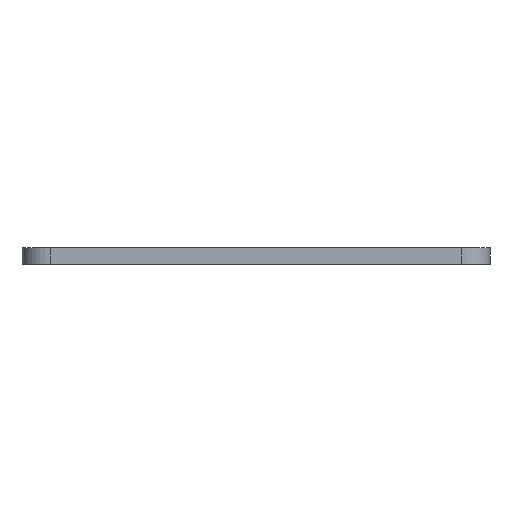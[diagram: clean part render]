
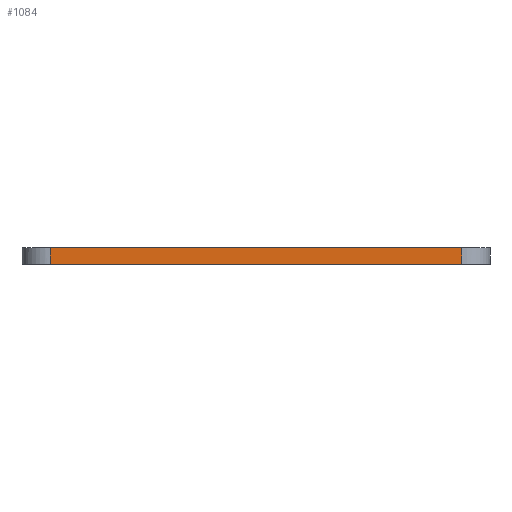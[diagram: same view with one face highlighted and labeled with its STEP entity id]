
A CAD part, left-side view. The second image highlights one B-rep face of the part: STEP entity #1084.
In plain terms, the highlighted planar face has unit normal (-1, 0, 0).
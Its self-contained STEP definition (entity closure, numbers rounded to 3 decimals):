
#1076=AXIS2_PLACEMENT_3D('Plane Axis2P3D',#1073,#1074,#1075) ;
#103=CARTESIAN_POINT('Vertex',(0.,10.,0.)) ;
#106=CARTESIAN_POINT('Line Origine',(0.,83.5,0.)) ;
#110=CARTESIAN_POINT('Vertex',(0.,157.,0.)) ;
#652=CARTESIAN_POINT('Vertex',(0.,157.,6.)) ;
#655=CARTESIAN_POINT('Line Origine',(0.,83.5,6.)) ;
#659=CARTESIAN_POINT('Vertex',(0.,10.,6.)) ;
#959=CARTESIAN_POINT('Line Origine',(0.,10.,3.)) ;
#1061=CARTESIAN_POINT('Line Origine',(0.,157.,3.)) ;
#1073=CARTESIAN_POINT('Axis2P3D Location',(0.,167.,6.)) ;
#107=DIRECTION('Vector Direction',(0.,1.,0.)) ;
#656=DIRECTION('Vector Direction',(0.,1.,0.)) ;
#960=DIRECTION('Vector Direction',(0.,0.,1.)) ;
#1062=DIRECTION('Vector Direction',(0.,0.,1.)) ;
#1074=DIRECTION('Axis2P3D Direction',(1.,0.,0.)) ;
#1075=DIRECTION('Axis2P3D XDirection',(0.,-1.,0.)) ;
#108=VECTOR('Line Direction',#107,1.) ;
#657=VECTOR('Line Direction',#656,1.) ;
#961=VECTOR('Line Direction',#960,1.) ;
#1063=VECTOR('Line Direction',#1062,1.) ;
#1079=ORIENTED_EDGE('',*,*,#112,.F.) ;
#1080=ORIENTED_EDGE('',*,*,#963,.F.) ;
#1081=ORIENTED_EDGE('',*,*,#661,.T.) ;
#1082=ORIENTED_EDGE('',*,*,#1065,.T.) ;
#1084=ADVANCED_FACE('AB',(#1083),#1077,.F.) ;
#112=EDGE_CURVE('',#104,#111,#109,.T.) ;
#661=EDGE_CURVE('',#660,#653,#658,.T.) ;
#963=EDGE_CURVE('',#660,#104,#962,.F.) ;
#1065=EDGE_CURVE('',#653,#111,#1064,.F.) ;
#1078=EDGE_LOOP('',(#1079,#1080,#1081,#1082)) ;
#1083=FACE_OUTER_BOUND('',#1078,.T.) ;
#109=LINE('Line',#106,#108) ;
#658=LINE('Line',#655,#657) ;
#962=LINE('Line',#959,#961) ;
#1064=LINE('Line',#1061,#1063) ;
#1077=PLANE('',#1076) ;
#104=VERTEX_POINT('',#103) ;
#111=VERTEX_POINT('',#110) ;
#653=VERTEX_POINT('',#652) ;
#660=VERTEX_POINT('',#659) ;
